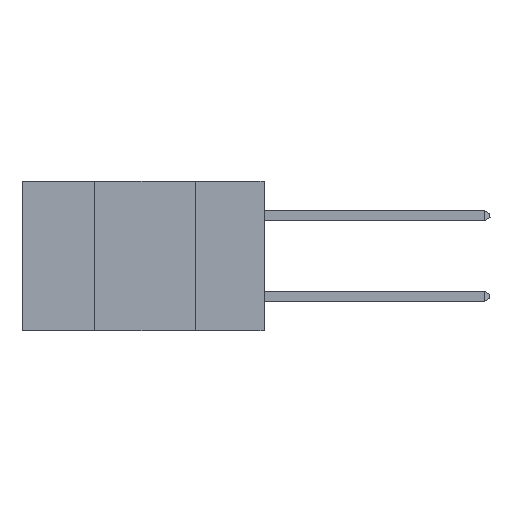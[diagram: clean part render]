
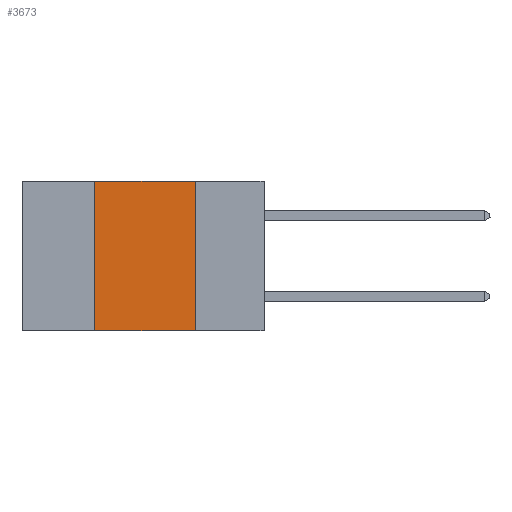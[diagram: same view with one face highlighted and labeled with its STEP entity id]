
A CAD part, left-side view. The second image highlights one B-rep face of the part: STEP entity #3673.
In plain terms, the highlighted planar face has unit normal (-1, 0, 0).
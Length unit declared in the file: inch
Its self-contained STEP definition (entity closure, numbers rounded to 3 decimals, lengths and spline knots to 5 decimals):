
#380 = DIRECTION ( 'NONE',  ( 0., -1., 0. ) ) ;
#541 = VERTEX_POINT ( 'NONE', #12336 ) ;
#954 = EDGE_CURVE ( 'NONE', #9859, #541, #17095, .T. ) ;
#1068 = DIRECTION ( 'NONE',  ( 0., -1., 0. ) ) ;
#2349 = DIRECTION ( 'NONE',  ( 0., 0., 1. ) ) ;
#3673 = ADVANCED_FACE ( 'NONE', ( #17645 ), #16562, .F. ) ;
#3757 = CARTESIAN_POINT ( 'NONE',  ( 0., 0.42, 0. ) ) ;
#4981 = LINE ( 'NONE', #17300, #15888 ) ;
#6056 = CARTESIAN_POINT ( 'NONE',  ( 0., 0.6, -0.37 ) ) ;
#6397 = VECTOR ( 'NONE', #380, 39.37008 ) ;
#6530 = VECTOR ( 'NONE', #1068, 39.37008 ) ;
#6896 = EDGE_LOOP ( 'NONE', ( #7749, #15028, #17374, #17930 ) ) ;
#6950 = CARTESIAN_POINT ( 'NONE',  ( 0., 0.6, 0. ) ) ;
#7120 = EDGE_CURVE ( 'NONE', #10327, #541, #4981, .T. ) ;
#7672 = DIRECTION ( 'NONE',  ( 1., 0., 0. ) ) ;
#7749 = ORIENTED_EDGE ( 'NONE', *, *, #7120, .F. ) ;
#8205 = VERTEX_POINT ( 'NONE', #3757 ) ;
#8350 = VECTOR ( 'NONE', #2349, 39.37008 ) ;
#9516 = EDGE_CURVE ( 'NONE', #9859, #8205, #10402, .T. ) ;
#9859 = VERTEX_POINT ( 'NONE', #11290 ) ;
#9866 = DIRECTION ( 'NONE',  ( 0., 0., -1. ) ) ;
#10327 = VERTEX_POINT ( 'NONE', #16775 ) ;
#10402 = LINE ( 'NONE', #16153, #8350 ) ;
#11290 = CARTESIAN_POINT ( 'NONE',  ( 0., 0.42, -0.37 ) ) ;
#11861 = CARTESIAN_POINT ( 'NONE',  ( 0., 0.6, 0. ) ) ;
#12336 = CARTESIAN_POINT ( 'NONE',  ( 0., 0.17, -0.37 ) ) ;
#14033 = AXIS2_PLACEMENT_3D ( 'NONE', #11861, #7672, #17916 ) ;
#15028 = ORIENTED_EDGE ( 'NONE', *, *, #15574, .F. ) ;
#15574 = EDGE_CURVE ( 'NONE', #8205, #10327, #17225, .T. ) ;
#15888 = VECTOR ( 'NONE', #9866, 39.37008 ) ;
#16153 = CARTESIAN_POINT ( 'NONE',  ( 0., 0.42, 0. ) ) ;
#16562 = PLANE ( 'NONE',  #14033 ) ;
#16775 = CARTESIAN_POINT ( 'NONE',  ( 0., 0.17, 0. ) ) ;
#17095 = LINE ( 'NONE', #6056, #6397 ) ;
#17225 = LINE ( 'NONE', #6950, #6530 ) ;
#17300 = CARTESIAN_POINT ( 'NONE',  ( 0., 0.17, 0. ) ) ;
#17374 = ORIENTED_EDGE ( 'NONE', *, *, #9516, .F. ) ;
#17645 = FACE_OUTER_BOUND ( 'NONE', #6896, .T. ) ;
#17916 = DIRECTION ( 'NONE',  ( 0., 0., -1. ) ) ;
#17930 = ORIENTED_EDGE ( 'NONE', *, *, #954, .T. ) ;
